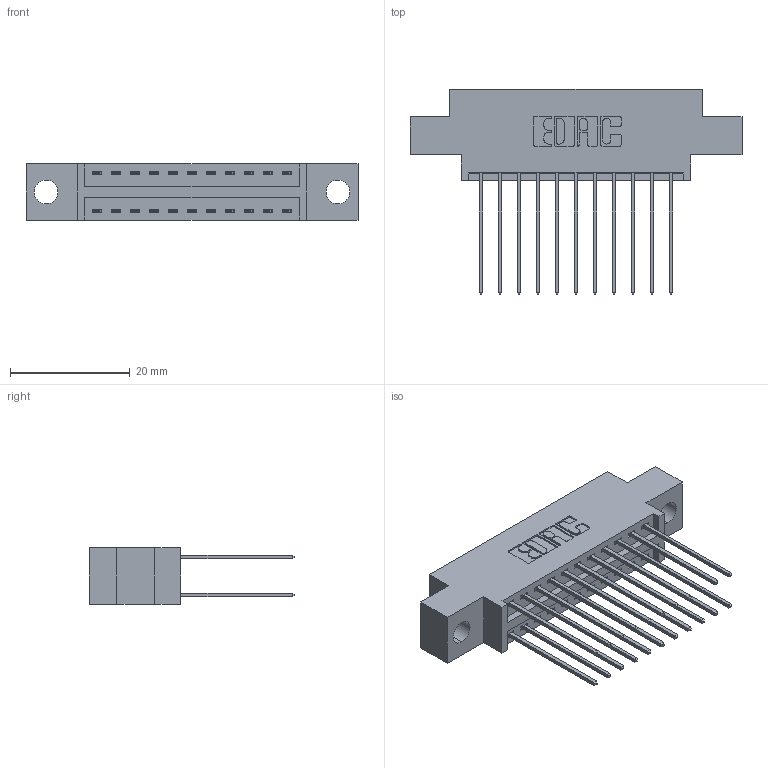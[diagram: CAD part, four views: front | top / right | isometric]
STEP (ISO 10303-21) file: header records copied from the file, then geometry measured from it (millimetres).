
FILE_DESCRIPTION (( 'STEP AP203' ), '1' );
FILE_NAME ('346-022-541-804.STEP', '2022-05-18T21:32:52', ( '' ), ( '' ), 'SwSTEP 2.0', 'SolidWorks 2020', '' );
FILE_SCHEMA (( 'CONFIG_CONTROL_DESIGN' ));
Length unit declared in the file: inch
Products named in the file (3): 346 Part_0.170 Offset - 0.156 Dia-TH; 346-022-541-804; 345-292-001_345-293-141
Assembly tree (23 placements, depth 2):
  346-022-541-804
    346 Part_0.170 Offset - 0.156 Dia-TH
    345-292-001_345-293-141  x22
Bounding box: 55.5 x 34.29 x 9.4 mm (x, y, z)
Volume: 5036.7 mm3; surface area: 7068.9 mm2
Topology: 23 solids, 23 shells, 1284 faces, 3787 edges, 2494 vertices
Faces by surface type: plane 864, cylinder 420
Entity records: 11921 total; most frequent: CARTESIAN_POINT 2014, ORIENTED_EDGE 1946, DIRECTION 1825, EDGE_CURVE 973, LINE 797, VECTOR 797, VERTEX_POINT 646, AXIS2_PLACEMENT_3D 514
